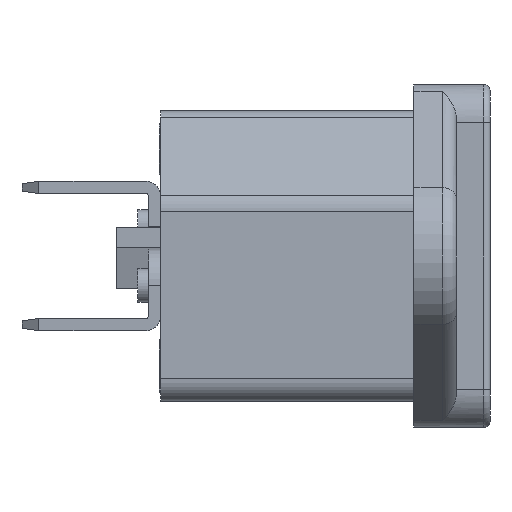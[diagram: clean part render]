
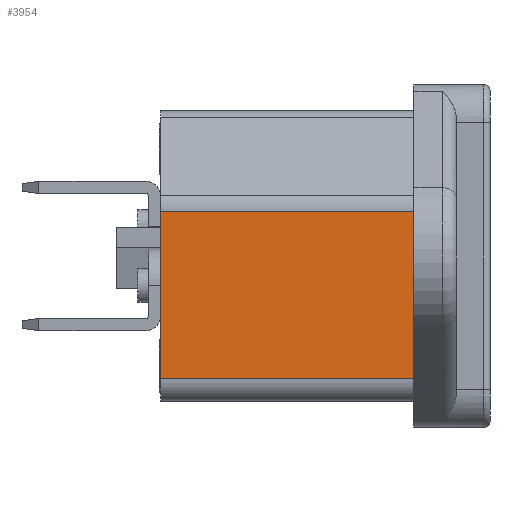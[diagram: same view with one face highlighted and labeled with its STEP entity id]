
A CAD part, left-side view. The second image highlights one B-rep face of the part: STEP entity #3954.
In plain terms, the highlighted planar face has unit normal (-1, 0, 0).
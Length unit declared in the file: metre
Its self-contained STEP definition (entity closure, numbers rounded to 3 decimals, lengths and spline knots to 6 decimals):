
#242=LINE('',#6543,#674);
#250=LINE('',#6576,#682);
#318=LINE('',#6782,#750);
#319=LINE('',#6784,#751);
#674=VECTOR('',#5352,1.);
#682=VECTOR('',#5378,1.);
#750=VECTOR('',#5568,1.);
#751=VECTOR('',#5571,1.);
#1052=PLANE('',#4960);
#1505=ORIENTED_EDGE('',*,*,#2422,.F.);
#1506=ORIENTED_EDGE('',*,*,#2520,.F.);
#1507=ORIENTED_EDGE('',*,*,#2406,.T.);
#1508=ORIENTED_EDGE('',*,*,#2519,.T.);
#2406=EDGE_CURVE('',#2958,#2957,#242,.T.);
#2422=EDGE_CURVE('',#2973,#2974,#250,.T.);
#2519=EDGE_CURVE('',#2957,#2974,#318,.T.);
#2520=EDGE_CURVE('',#2958,#2973,#319,.T.);
#2957=VERTEX_POINT('',#6542);
#2958=VERTEX_POINT('',#6544);
#2973=VERTEX_POINT('',#6575);
#2974=VERTEX_POINT('',#6577);
#3384=EDGE_LOOP('',(#1505,#1506,#1507,#1508));
#3652=FACE_BOUND('',#3384,.T.);
#3954=ADVANCED_FACE('',(#3652),#1052,.T.);
#4960=AXIS2_PLACEMENT_3D('',#6783,#5569,#5570);
#5352=DIRECTION('',(0.,0.,-1.));
#5378=DIRECTION('',(0.,0.,-1.));
#5568=DIRECTION('',(0.,-1.,0.));
#5569=DIRECTION('',(-1.,0.,0.));
#5570=DIRECTION('',(0.,0.,1.));
#5571=DIRECTION('',(0.,-1.,0.));
#6542=CARTESIAN_POINT('',(-0.0137,0.0166,-0.00805));
#6543=CARTESIAN_POINT('',(-0.0137,0.0166,-0.002561));
#6544=CARTESIAN_POINT('',(-0.0137,0.0166,0.002929));
#6575=CARTESIAN_POINT('',(-0.0137,0.,0.002929));
#6576=CARTESIAN_POINT('',(-0.0137,0.,-0.002561));
#6577=CARTESIAN_POINT('',(-0.0137,0.,-0.00805));
#6782=CARTESIAN_POINT('',(-0.0137,0.0166,-0.00805));
#6783=CARTESIAN_POINT('',(-0.0137,0.0166,-0.002561));
#6784=CARTESIAN_POINT('',(-0.0137,0.0166,0.002929));
